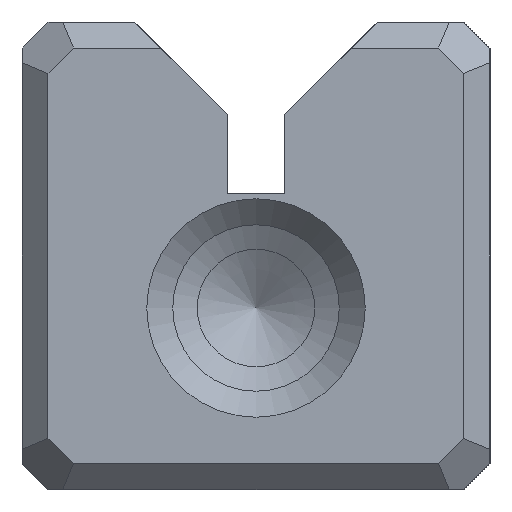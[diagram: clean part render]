
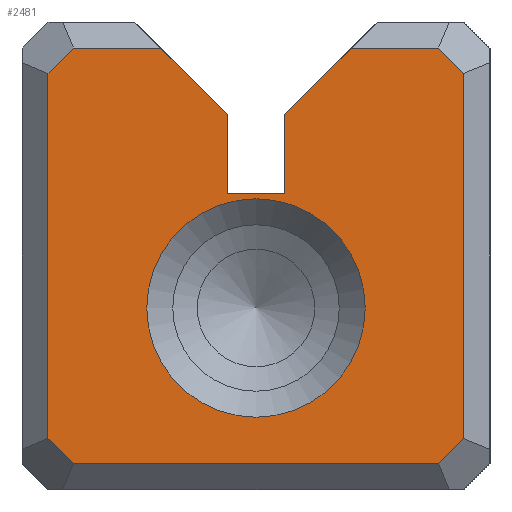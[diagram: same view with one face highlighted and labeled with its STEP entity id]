
A CAD part, left-side view. The second image highlights one B-rep face of the part: STEP entity #2481.
In plain terms, the highlighted planar face has unit normal (-1, 0, 0).
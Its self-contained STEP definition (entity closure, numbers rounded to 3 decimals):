
#2481=ADVANCED_FACE('',(#3427,#3428),#2880,.F.);
#2880=PLANE('',#9040);
#3133=CIRCLE('',#9039,2.1);
#3427=FACE_BOUND('',#3648,.T.);
#3428=FACE_BOUND('',#3649,.T.);
#3648=EDGE_LOOP('',(#4391));
#3649=EDGE_LOOP('',(#4392,#4393,#4394,#4395,#4396,#4397,#4398,#4399,#4400,
#4401,#4402,#4403,#4404,#4405));
#4391=ORIENTED_EDGE('',*,*,#6958,.T.);
#4392=ORIENTED_EDGE('',*,*,#6959,.T.);
#4393=ORIENTED_EDGE('',*,*,#6960,.T.);
#4394=ORIENTED_EDGE('',*,*,#6961,.F.);
#4395=ORIENTED_EDGE('',*,*,#6962,.F.);
#4396=ORIENTED_EDGE('',*,*,#6963,.F.);
#4397=ORIENTED_EDGE('',*,*,#6964,.F.);
#4398=ORIENTED_EDGE('',*,*,#6965,.F.);
#4399=ORIENTED_EDGE('',*,*,#6966,.T.);
#4400=ORIENTED_EDGE('',*,*,#6967,.T.);
#4401=ORIENTED_EDGE('',*,*,#6968,.T.);
#4402=ORIENTED_EDGE('',*,*,#6969,.T.);
#4403=ORIENTED_EDGE('',*,*,#6970,.T.);
#4404=ORIENTED_EDGE('',*,*,#6971,.T.);
#4405=ORIENTED_EDGE('',*,*,#6972,.T.);
#6293=VERTEX_POINT('',#11644);
#6294=VERTEX_POINT('',#11646);
#6295=VERTEX_POINT('',#11647);
#6296=VERTEX_POINT('',#11649);
#6297=VERTEX_POINT('',#11651);
#6298=VERTEX_POINT('',#11653);
#6299=VERTEX_POINT('',#11655);
#6300=VERTEX_POINT('',#11657);
#6301=VERTEX_POINT('',#11659);
#6302=VERTEX_POINT('',#11661);
#6303=VERTEX_POINT('',#11663);
#6304=VERTEX_POINT('',#11665);
#6305=VERTEX_POINT('',#11667);
#6306=VERTEX_POINT('',#11669);
#6307=VERTEX_POINT('',#11671);
#6958=EDGE_CURVE('',#6293,#6293,#3133,.T.);
#6959=EDGE_CURVE('',#6294,#6295,#7822,.T.);
#6960=EDGE_CURVE('',#6295,#6296,#7823,.T.);
#6961=EDGE_CURVE('',#6297,#6296,#7824,.T.);
#6962=EDGE_CURVE('',#6298,#6297,#7825,.T.);
#6963=EDGE_CURVE('',#6299,#6298,#7826,.T.);
#6964=EDGE_CURVE('',#6300,#6299,#7827,.T.);
#6965=EDGE_CURVE('',#6301,#6300,#7828,.T.);
#6966=EDGE_CURVE('',#6301,#6302,#7829,.T.);
#6967=EDGE_CURVE('',#6302,#6303,#7830,.T.);
#6968=EDGE_CURVE('',#6303,#6304,#7831,.T.);
#6969=EDGE_CURVE('',#6304,#6305,#7832,.T.);
#6970=EDGE_CURVE('',#6305,#6306,#7833,.T.);
#6971=EDGE_CURVE('',#6306,#6307,#7834,.T.);
#6972=EDGE_CURVE('',#6307,#6294,#7835,.T.);
#7822=LINE('',#11645,#8506);
#7823=LINE('',#11648,#8507);
#7824=LINE('',#11650,#8508);
#7825=LINE('',#11652,#8509);
#7826=LINE('',#11654,#8510);
#7827=LINE('',#11656,#8511);
#7828=LINE('',#11658,#8512);
#7829=LINE('',#11660,#8513);
#7830=LINE('',#11662,#8514);
#7831=LINE('',#11664,#8515);
#7832=LINE('',#11666,#8516);
#7833=LINE('',#11668,#8517);
#7834=LINE('',#11670,#8518);
#7835=LINE('',#11672,#8519);
#8506=VECTOR('',#9617,1.);
#8507=VECTOR('',#9618,1.);
#8508=VECTOR('',#9619,1.);
#8509=VECTOR('',#9620,1.);
#8510=VECTOR('',#9621,1.);
#8511=VECTOR('',#9622,1.);
#8512=VECTOR('',#9623,1.);
#8513=VECTOR('',#9624,1.);
#8514=VECTOR('',#9625,1.);
#8515=VECTOR('',#9626,1.);
#8516=VECTOR('',#9627,1.);
#8517=VECTOR('',#9628,1.);
#8518=VECTOR('',#9629,1.);
#8519=VECTOR('',#9630,1.);
#9039=AXIS2_PLACEMENT_3D('',#11643,#9615,#9616);
#9040=AXIS2_PLACEMENT_3D('',#11673,#9631,#9632);
#9615=DIRECTION('',(1.,0.,0.));
#9616=DIRECTION('',(0.,0.,-1.));
#9617=DIRECTION('',(0.,0.707,0.707));
#9618=DIRECTION('',(0.,1.,0.));
#9619=DIRECTION('',(0.,-0.707,0.707));
#9620=DIRECTION('',(0.,0.,1.));
#9621=DIRECTION('',(0.,-1.,0.));
#9622=DIRECTION('',(0.,0.,-1.));
#9623=DIRECTION('',(0.,-0.707,-0.707));
#9624=DIRECTION('',(0.,1.,0.));
#9625=DIRECTION('',(0.,0.707,-0.707));
#9626=DIRECTION('',(0.,0.,-1.));
#9627=DIRECTION('',(0.,-0.707,-0.707));
#9628=DIRECTION('',(0.,-1.,0.));
#9629=DIRECTION('',(0.,-0.707,0.707));
#9630=DIRECTION('',(0.,0.,1.));
#9631=DIRECTION('',(1.,0.,0.));
#9632=DIRECTION('',(0.,0.,1.));
#11643=CARTESIAN_POINT('',(-137.5,0.,-1.));
#11644=CARTESIAN_POINT('',(-137.5,0.,-3.1));
#11645=CARTESIAN_POINT('',(-137.5,-3.755,3.755));
#11646=CARTESIAN_POINT('',(-137.5,-4.,3.51));
#11647=CARTESIAN_POINT('',(-137.5,-3.51,4.));
#11648=CARTESIAN_POINT('',(-137.5,-2.328,4.));
#11649=CARTESIAN_POINT('',(-137.5,-1.828,4.));
#11650=CARTESIAN_POINT('',(-137.5,0.,2.172));
#11651=CARTESIAN_POINT('',(-137.5,-0.55,2.722));
#11652=CARTESIAN_POINT('',(-137.5,-0.55,1.2));
#11653=CARTESIAN_POINT('',(-137.5,-0.55,1.2));
#11654=CARTESIAN_POINT('',(-137.5,0.55,1.2));
#11655=CARTESIAN_POINT('',(-137.5,0.55,1.2));
#11656=CARTESIAN_POINT('',(-137.5,0.55,2.722));
#11657=CARTESIAN_POINT('',(-137.5,0.55,2.722));
#11658=CARTESIAN_POINT('',(-137.5,4.828,7.));
#11659=CARTESIAN_POINT('',(-137.5,1.828,4.));
#11660=CARTESIAN_POINT('',(-137.5,4.,4.));
#11661=CARTESIAN_POINT('',(-137.5,3.51,4.));
#11662=CARTESIAN_POINT('',(-137.5,3.755,3.755));
#11663=CARTESIAN_POINT('',(-137.5,4.,3.51));
#11664=CARTESIAN_POINT('',(-137.5,4.,-4.));
#11665=CARTESIAN_POINT('',(-137.5,4.,-3.51));
#11666=CARTESIAN_POINT('',(-137.5,3.755,-3.755));
#11667=CARTESIAN_POINT('',(-137.5,3.51,-4.));
#11668=CARTESIAN_POINT('',(-137.5,-4.,-4.));
#11669=CARTESIAN_POINT('',(-137.5,-3.51,-4.));
#11670=CARTESIAN_POINT('',(-137.5,-3.755,-3.755));
#11671=CARTESIAN_POINT('',(-137.5,-4.,-3.51));
#11672=CARTESIAN_POINT('',(-137.5,-4.,4.));
#11673=CARTESIAN_POINT('',(-137.5,0.,0.));
